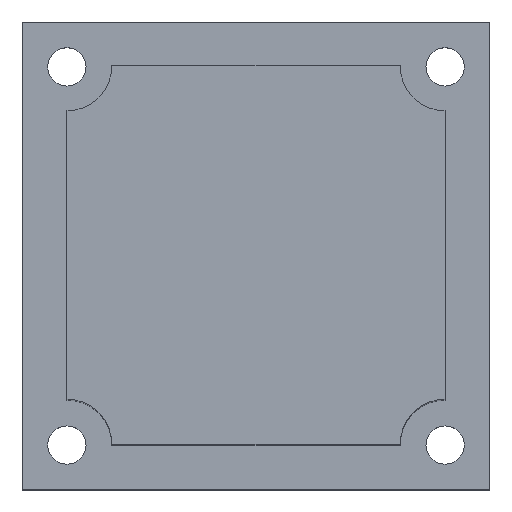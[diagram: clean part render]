
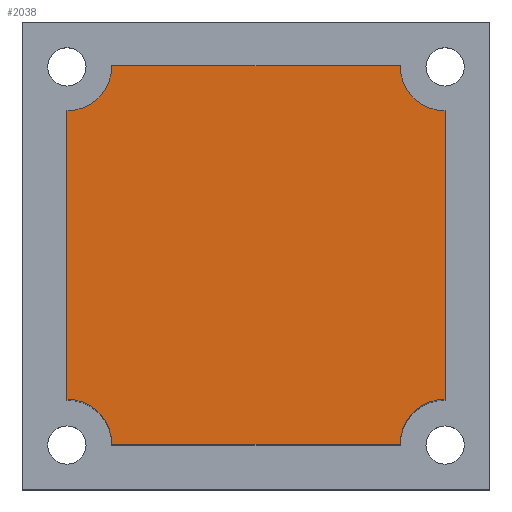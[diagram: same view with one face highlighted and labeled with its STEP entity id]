
A CAD part, top view. The second image highlights one B-rep face of the part: STEP entity #2038.
In plain terms, the highlighted planar face has unit normal (0, 0, 1).
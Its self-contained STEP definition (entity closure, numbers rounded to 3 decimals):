
#1408 = VERTEX_POINT('',#1409);
#1409 = CARTESIAN_POINT('',(44.45,-33.9,140.));
#1416 = CYLINDRICAL_SURFACE('',#1417,10.55);
#1417 = AXIS2_PLACEMENT_3D('',#1418,#1419,#1420);
#1418 = CARTESIAN_POINT('',(44.45,-44.45,0.));
#1419 = DIRECTION('',(-0.,-0.,-1.));
#1420 = DIRECTION('',(1.,0.,0.));
#1428 = PLANE('',#1429);
#1429 = AXIS2_PLACEMENT_3D('',#1430,#1431,#1432);
#1430 = CARTESIAN_POINT('',(44.45,33.9,0.));
#1431 = DIRECTION('',(1.,0.,-0.));
#1432 = DIRECTION('',(0.,-1.,0.));
#1440 = EDGE_CURVE('',#1408,#1441,#1443,.T.);
#1441 = VERTEX_POINT('',#1442);
#1442 = CARTESIAN_POINT('',(33.9,-44.45,140.));
#1443 = SURFACE_CURVE('',#1444,(#1449,#1456),.PCURVE_S1.);
#1444 = CIRCLE('',#1445,10.55);
#1445 = AXIS2_PLACEMENT_3D('',#1446,#1447,#1448);
#1446 = CARTESIAN_POINT('',(44.45,-44.45,140.));
#1447 = DIRECTION('',(0.,0.,1.));
#1448 = DIRECTION('',(1.,0.,0.));
#1449 = PCURVE('',#1416,#1450);
#1450 = DEFINITIONAL_REPRESENTATION('',(#1451),#1455);
#1451 = LINE('',#1452,#1453);
#1452 = CARTESIAN_POINT('',(-0.,-140.));
#1453 = VECTOR('',#1454,1.);
#1454 = DIRECTION('',(-1.,0.));
#1455 = ( GEOMETRIC_REPRESENTATION_CONTEXT(2) 
PARAMETRIC_REPRESENTATION_CONTEXT() REPRESENTATION_CONTEXT('2D SPACE',''
  ) );
#1456 = PCURVE('',#1457,#1462);
#1457 = PLANE('',#1458);
#1458 = AXIS2_PLACEMENT_3D('',#1459,#1460,#1461);
#1459 = CARTESIAN_POINT('',(0.,0.,140.
    ));
#1460 = DIRECTION('',(0.,0.,1.));
#1461 = DIRECTION('',(1.,0.,-0.));
#1462 = DEFINITIONAL_REPRESENTATION('',(#1463),#1467);
#1463 = CIRCLE('',#1464,10.55);
#1464 = AXIS2_PLACEMENT_2D('',#1465,#1466);
#1465 = CARTESIAN_POINT('',(44.45,-44.45));
#1466 = DIRECTION('',(1.,0.));
#1467 = ( GEOMETRIC_REPRESENTATION_CONTEXT(2) 
PARAMETRIC_REPRESENTATION_CONTEXT() REPRESENTATION_CONTEXT('2D SPACE',''
  ) );
#1485 = PLANE('',#1486);
#1486 = AXIS2_PLACEMENT_3D('',#1487,#1488,#1489);
#1487 = CARTESIAN_POINT('',(33.9,-44.45,0.));
#1488 = DIRECTION('',(0.,-1.,0.));
#1489 = DIRECTION('',(-1.,0.,0.));
#1528 = EDGE_CURVE('',#1441,#1529,#1531,.T.);
#1529 = VERTEX_POINT('',#1530);
#1530 = CARTESIAN_POINT('',(-33.9,-44.45,140.));
#1531 = SURFACE_CURVE('',#1532,(#1536,#1543),.PCURVE_S1.);
#1532 = LINE('',#1533,#1534);
#1533 = CARTESIAN_POINT('',(33.9,-44.45,140.));
#1534 = VECTOR('',#1535,1.);
#1535 = DIRECTION('',(-1.,0.,0.));
#1536 = PCURVE('',#1485,#1537);
#1537 = DEFINITIONAL_REPRESENTATION('',(#1538),#1542);
#1538 = LINE('',#1539,#1540);
#1539 = CARTESIAN_POINT('',(0.,-140.));
#1540 = VECTOR('',#1541,1.);
#1541 = DIRECTION('',(1.,0.));
#1542 = ( GEOMETRIC_REPRESENTATION_CONTEXT(2) 
PARAMETRIC_REPRESENTATION_CONTEXT() REPRESENTATION_CONTEXT('2D SPACE',''
  ) );
#1543 = PCURVE('',#1457,#1544);
#1544 = DEFINITIONAL_REPRESENTATION('',(#1545),#1549);
#1545 = LINE('',#1546,#1547);
#1546 = CARTESIAN_POINT('',(33.9,-44.45));
#1547 = VECTOR('',#1548,1.);
#1548 = DIRECTION('',(-1.,0.));
#1549 = ( GEOMETRIC_REPRESENTATION_CONTEXT(2) 
PARAMETRIC_REPRESENTATION_CONTEXT() REPRESENTATION_CONTEXT('2D SPACE',''
  ) );
#1567 = CYLINDRICAL_SURFACE('',#1568,10.55);
#1568 = AXIS2_PLACEMENT_3D('',#1569,#1570,#1571);
#1569 = CARTESIAN_POINT('',(-44.45,-44.45,0.));
#1570 = DIRECTION('',(-0.,-0.,-1.));
#1571 = DIRECTION('',(1.,0.,0.));
#1604 = EDGE_CURVE('',#1529,#1605,#1607,.T.);
#1605 = VERTEX_POINT('',#1606);
#1606 = CARTESIAN_POINT('',(-44.45,-33.9,140.));
#1607 = SURFACE_CURVE('',#1608,(#1613,#1620),.PCURVE_S1.);
#1608 = CIRCLE('',#1609,10.55);
#1609 = AXIS2_PLACEMENT_3D('',#1610,#1611,#1612);
#1610 = CARTESIAN_POINT('',(-44.45,-44.45,140.));
#1611 = DIRECTION('',(0.,0.,1.));
#1612 = DIRECTION('',(1.,0.,0.));
#1613 = PCURVE('',#1567,#1614);
#1614 = DEFINITIONAL_REPRESENTATION('',(#1615),#1619);
#1615 = LINE('',#1616,#1617);
#1616 = CARTESIAN_POINT('',(-0.,-140.));
#1617 = VECTOR('',#1618,1.);
#1618 = DIRECTION('',(-1.,0.));
#1619 = ( GEOMETRIC_REPRESENTATION_CONTEXT(2) 
PARAMETRIC_REPRESENTATION_CONTEXT() REPRESENTATION_CONTEXT('2D SPACE',''
  ) );
#1620 = PCURVE('',#1457,#1621);
#1621 = DEFINITIONAL_REPRESENTATION('',(#1622),#1626);
#1622 = CIRCLE('',#1623,10.55);
#1623 = AXIS2_PLACEMENT_2D('',#1624,#1625);
#1624 = CARTESIAN_POINT('',(-44.45,-44.45));
#1625 = DIRECTION('',(1.,0.));
#1626 = ( GEOMETRIC_REPRESENTATION_CONTEXT(2) 
PARAMETRIC_REPRESENTATION_CONTEXT() REPRESENTATION_CONTEXT('2D SPACE',''
  ) );
#1644 = PLANE('',#1645);
#1645 = AXIS2_PLACEMENT_3D('',#1646,#1647,#1648);
#1646 = CARTESIAN_POINT('',(-44.45,-33.9,0.));
#1647 = DIRECTION('',(-1.,0.,0.));
#1648 = DIRECTION('',(0.,1.,0.));
#1682 = EDGE_CURVE('',#1605,#1683,#1685,.T.);
#1683 = VERTEX_POINT('',#1684);
#1684 = CARTESIAN_POINT('',(-44.45,33.9,140.));
#1685 = SURFACE_CURVE('',#1686,(#1690,#1697),.PCURVE_S1.);
#1686 = LINE('',#1687,#1688);
#1687 = CARTESIAN_POINT('',(-44.45,-33.9,140.));
#1688 = VECTOR('',#1689,1.);
#1689 = DIRECTION('',(0.,1.,0.));
#1690 = PCURVE('',#1644,#1691);
#1691 = DEFINITIONAL_REPRESENTATION('',(#1692),#1696);
#1692 = LINE('',#1693,#1694);
#1693 = CARTESIAN_POINT('',(0.,-140.));
#1694 = VECTOR('',#1695,1.);
#1695 = DIRECTION('',(1.,0.));
#1696 = ( GEOMETRIC_REPRESENTATION_CONTEXT(2) 
PARAMETRIC_REPRESENTATION_CONTEXT() REPRESENTATION_CONTEXT('2D SPACE',''
  ) );
#1697 = PCURVE('',#1457,#1698);
#1698 = DEFINITIONAL_REPRESENTATION('',(#1699),#1703);
#1699 = LINE('',#1700,#1701);
#1700 = CARTESIAN_POINT('',(-44.45,-33.9));
#1701 = VECTOR('',#1702,1.);
#1702 = DIRECTION('',(0.,1.));
#1703 = ( GEOMETRIC_REPRESENTATION_CONTEXT(2) 
PARAMETRIC_REPRESENTATION_CONTEXT() REPRESENTATION_CONTEXT('2D SPACE',''
  ) );
#1721 = CYLINDRICAL_SURFACE('',#1722,10.55);
#1722 = AXIS2_PLACEMENT_3D('',#1723,#1724,#1725);
#1723 = CARTESIAN_POINT('',(-44.45,44.45,0.));
#1724 = DIRECTION('',(-0.,-0.,-1.));
#1725 = DIRECTION('',(1.,0.,0.));
#1758 = EDGE_CURVE('',#1683,#1759,#1761,.T.);
#1759 = VERTEX_POINT('',#1760);
#1760 = CARTESIAN_POINT('',(-33.9,44.45,140.));
#1761 = SURFACE_CURVE('',#1762,(#1767,#1774),.PCURVE_S1.);
#1762 = CIRCLE('',#1763,10.55);
#1763 = AXIS2_PLACEMENT_3D('',#1764,#1765,#1766);
#1764 = CARTESIAN_POINT('',(-44.45,44.45,140.));
#1765 = DIRECTION('',(0.,0.,1.));
#1766 = DIRECTION('',(1.,0.,0.));
#1767 = PCURVE('',#1721,#1768);
#1768 = DEFINITIONAL_REPRESENTATION('',(#1769),#1773);
#1769 = LINE('',#1770,#1771);
#1770 = CARTESIAN_POINT('',(-0.,-140.));
#1771 = VECTOR('',#1772,1.);
#1772 = DIRECTION('',(-1.,0.));
#1773 = ( GEOMETRIC_REPRESENTATION_CONTEXT(2) 
PARAMETRIC_REPRESENTATION_CONTEXT() REPRESENTATION_CONTEXT('2D SPACE',''
  ) );
#1774 = PCURVE('',#1457,#1775);
#1775 = DEFINITIONAL_REPRESENTATION('',(#1776),#1780);
#1776 = CIRCLE('',#1777,10.55);
#1777 = AXIS2_PLACEMENT_2D('',#1778,#1779);
#1778 = CARTESIAN_POINT('',(-44.45,44.45));
#1779 = DIRECTION('',(1.,0.));
#1780 = ( GEOMETRIC_REPRESENTATION_CONTEXT(2) 
PARAMETRIC_REPRESENTATION_CONTEXT() REPRESENTATION_CONTEXT('2D SPACE',''
  ) );
#1798 = PLANE('',#1799);
#1799 = AXIS2_PLACEMENT_3D('',#1800,#1801,#1802);
#1800 = CARTESIAN_POINT('',(-33.9,44.45,0.));
#1801 = DIRECTION('',(0.,1.,0.));
#1802 = DIRECTION('',(1.,0.,0.));
#1836 = EDGE_CURVE('',#1759,#1837,#1839,.T.);
#1837 = VERTEX_POINT('',#1838);
#1838 = CARTESIAN_POINT('',(33.9,44.45,140.));
#1839 = SURFACE_CURVE('',#1840,(#1844,#1851),.PCURVE_S1.);
#1840 = LINE('',#1841,#1842);
#1841 = CARTESIAN_POINT('',(-33.9,44.45,140.));
#1842 = VECTOR('',#1843,1.);
#1843 = DIRECTION('',(1.,0.,0.));
#1844 = PCURVE('',#1798,#1845);
#1845 = DEFINITIONAL_REPRESENTATION('',(#1846),#1850);
#1846 = LINE('',#1847,#1848);
#1847 = CARTESIAN_POINT('',(0.,-140.));
#1848 = VECTOR('',#1849,1.);
#1849 = DIRECTION('',(1.,0.));
#1850 = ( GEOMETRIC_REPRESENTATION_CONTEXT(2) 
PARAMETRIC_REPRESENTATION_CONTEXT() REPRESENTATION_CONTEXT('2D SPACE',''
  ) );
#1851 = PCURVE('',#1457,#1852);
#1852 = DEFINITIONAL_REPRESENTATION('',(#1853),#1857);
#1853 = LINE('',#1854,#1855);
#1854 = CARTESIAN_POINT('',(-33.9,44.45));
#1855 = VECTOR('',#1856,1.);
#1856 = DIRECTION('',(1.,0.));
#1857 = ( GEOMETRIC_REPRESENTATION_CONTEXT(2) 
PARAMETRIC_REPRESENTATION_CONTEXT() REPRESENTATION_CONTEXT('2D SPACE',''
  ) );
#1875 = CYLINDRICAL_SURFACE('',#1876,10.55);
#1876 = AXIS2_PLACEMENT_3D('',#1877,#1878,#1879);
#1877 = CARTESIAN_POINT('',(44.45,44.45,0.));
#1878 = DIRECTION('',(-0.,-0.,-1.));
#1879 = DIRECTION('',(1.,0.,0.));
#1912 = EDGE_CURVE('',#1837,#1913,#1915,.T.);
#1913 = VERTEX_POINT('',#1914);
#1914 = CARTESIAN_POINT('',(44.45,33.9,140.));
#1915 = SURFACE_CURVE('',#1916,(#1921,#1928),.PCURVE_S1.);
#1916 = CIRCLE('',#1917,10.55);
#1917 = AXIS2_PLACEMENT_3D('',#1918,#1919,#1920);
#1918 = CARTESIAN_POINT('',(44.45,44.45,140.));
#1919 = DIRECTION('',(0.,0.,1.));
#1920 = DIRECTION('',(1.,0.,0.));
#1921 = PCURVE('',#1875,#1922);
#1922 = DEFINITIONAL_REPRESENTATION('',(#1923),#1927);
#1923 = LINE('',#1924,#1925);
#1924 = CARTESIAN_POINT('',(-0.,-140.));
#1925 = VECTOR('',#1926,1.);
#1926 = DIRECTION('',(-1.,0.));
#1927 = ( GEOMETRIC_REPRESENTATION_CONTEXT(2) 
PARAMETRIC_REPRESENTATION_CONTEXT() REPRESENTATION_CONTEXT('2D SPACE',''
  ) );
#1928 = PCURVE('',#1457,#1929);
#1929 = DEFINITIONAL_REPRESENTATION('',(#1930),#1934);
#1930 = CIRCLE('',#1931,10.55);
#1931 = AXIS2_PLACEMENT_2D('',#1932,#1933);
#1932 = CARTESIAN_POINT('',(44.45,44.45));
#1933 = DIRECTION('',(1.,0.));
#1934 = ( GEOMETRIC_REPRESENTATION_CONTEXT(2) 
PARAMETRIC_REPRESENTATION_CONTEXT() REPRESENTATION_CONTEXT('2D SPACE',''
  ) );
#1985 = EDGE_CURVE('',#1913,#1408,#1986,.T.);
#1986 = SURFACE_CURVE('',#1987,(#1991,#1998),.PCURVE_S1.);
#1987 = LINE('',#1988,#1989);
#1988 = CARTESIAN_POINT('',(44.45,33.9,140.));
#1989 = VECTOR('',#1990,1.);
#1990 = DIRECTION('',(0.,-1.,0.));
#1991 = PCURVE('',#1428,#1992);
#1992 = DEFINITIONAL_REPRESENTATION('',(#1993),#1997);
#1993 = LINE('',#1994,#1995);
#1994 = CARTESIAN_POINT('',(0.,-140.));
#1995 = VECTOR('',#1996,1.);
#1996 = DIRECTION('',(1.,0.));
#1997 = ( GEOMETRIC_REPRESENTATION_CONTEXT(2) 
PARAMETRIC_REPRESENTATION_CONTEXT() REPRESENTATION_CONTEXT('2D SPACE',''
  ) );
#1998 = PCURVE('',#1457,#1999);
#1999 = DEFINITIONAL_REPRESENTATION('',(#2000),#2004);
#2000 = LINE('',#2001,#2002);
#2001 = CARTESIAN_POINT('',(44.45,33.9));
#2002 = VECTOR('',#2003,1.);
#2003 = DIRECTION('',(0.,-1.));
#2004 = ( GEOMETRIC_REPRESENTATION_CONTEXT(2) 
PARAMETRIC_REPRESENTATION_CONTEXT() REPRESENTATION_CONTEXT('2D SPACE',''
  ) );
#2038 = ADVANCED_FACE('',(#2039),#1457,.T.);
#2039 = FACE_BOUND('',#2040,.F.);
#2040 = EDGE_LOOP('',(#2041,#2042,#2043,#2044,#2045,#2046,#2047,#2048));
#2041 = ORIENTED_EDGE('',*,*,#1440,.T.);
#2042 = ORIENTED_EDGE('',*,*,#1528,.T.);
#2043 = ORIENTED_EDGE('',*,*,#1604,.T.);
#2044 = ORIENTED_EDGE('',*,*,#1682,.T.);
#2045 = ORIENTED_EDGE('',*,*,#1758,.T.);
#2046 = ORIENTED_EDGE('',*,*,#1836,.T.);
#2047 = ORIENTED_EDGE('',*,*,#1912,.T.);
#2048 = ORIENTED_EDGE('',*,*,#1985,.T.);
